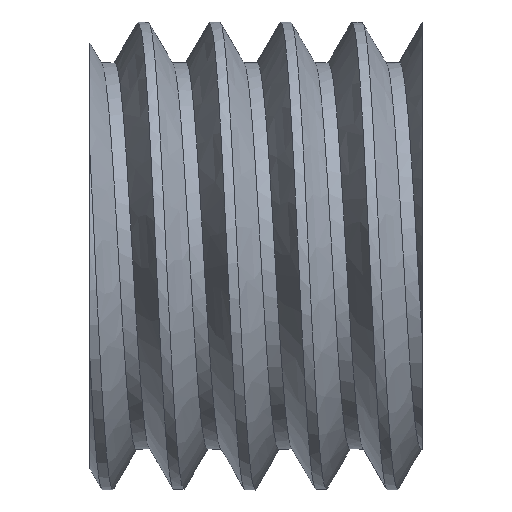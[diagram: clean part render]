
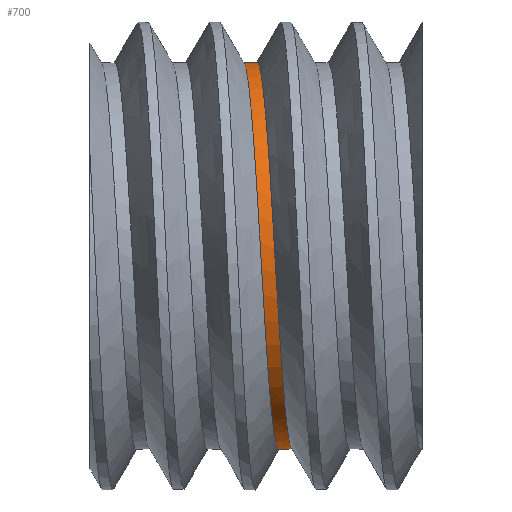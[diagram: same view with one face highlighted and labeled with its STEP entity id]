
A CAD part, top view. The second image highlights one B-rep face of the part: STEP entity #700.
In plain terms, the highlighted cylindrical face has radius 4.071 mm (diameter 8.141 mm), a full revolution.
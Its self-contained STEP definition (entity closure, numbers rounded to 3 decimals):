
#40=FACE_OUTER_BOUND('',#79,.T.);
#79=EDGE_LOOP('',(#496,#497,#498,#499));
#145=B_SPLINE_CURVE_WITH_KNOTS('',3,(#1613,#1614,#1615,#1616,#1617,#1618,
#1619,#1620,#1621,#1622),.UNSPECIFIED.,.F.,.F.,(4,1,1,1,1,1,1,4),(21.991,
22.404,23.385,24.366,25.347,26.328,
27.309,28.274),.UNSPECIFIED.);
#146=B_SPLINE_CURVE_WITH_KNOTS('',3,(#1623,#1624,#1625,#1626,#1627,#1628,
#1629,#1630,#1631,#1632,#1633),.UNSPECIFIED.,.F.,.F.,(4,1,1,1,1,1,1,1,4),
(21.991,22.042,23.023,24.004,24.985,
25.966,26.947,27.927,28.274),
 .UNSPECIFIED.);
#201=LINE('',#1587,#230);
#202=LINE('',#1612,#231);
#230=VECTOR('',#842,4.071);
#231=VECTOR('',#845,4.071);
#283=VERTEX_POINT('',#1585);
#284=VERTEX_POINT('',#1586);
#285=VERTEX_POINT('',#1610);
#286=VERTEX_POINT('',#1611);
#369=EDGE_CURVE('',#283,#284,#201,.T.);
#372=EDGE_CURVE('',#285,#286,#202,.T.);
#373=EDGE_CURVE('',#285,#283,#145,.T.);
#374=EDGE_CURVE('',#286,#284,#146,.T.);
#496=ORIENTED_EDGE('',*,*,#372,.F.);
#497=ORIENTED_EDGE('',*,*,#373,.T.);
#498=ORIENTED_EDGE('',*,*,#369,.T.);
#499=ORIENTED_EDGE('',*,*,#374,.F.);
#667=CYLINDRICAL_SURFACE('',#758,4.071);
#700=ADVANCED_FACE('',(#40),#667,.T.);
#758=AXIS2_PLACEMENT_3D('',#1609,#843,#844);
#842=DIRECTION('',(1.,0.,0.));
#843=DIRECTION('center_axis',(1.,0.,0.));
#844=DIRECTION('ref_axis',(0.,1.,0.));
#845=DIRECTION('',(1.,0.,0.));
#1585=CARTESIAN_POINT('',(3.977,-4.077,0.));
#1586=CARTESIAN_POINT('',(4.273,-4.066,0.003));
#1587=CARTESIAN_POINT('',(-2.773,-4.071,0.));
#1609=CARTESIAN_POINT('Origin',(-2.773,0.,0.));
#1610=CARTESIAN_POINT('',(2.477,-4.065,-0.002));
#1611=CARTESIAN_POINT('',(2.773,-4.076,-0.001));
#1612=CARTESIAN_POINT('',(-2.773,-4.071,0.));
#1613=CARTESIAN_POINT('Ctrl Pts',(2.477,-4.065,-0.002));
#1614=CARTESIAN_POINT('Ctrl Pts',(2.51,-4.067,-0.564));
#1615=CARTESIAN_POINT('Ctrl Pts',(2.621,-3.699,-2.459));
#1616=CARTESIAN_POINT('Ctrl Pts',(2.81,-0.841,-4.71));
#1617=CARTESIAN_POINT('Ctrl Pts',(3.044,3.446,-3.319));
#1618=CARTESIAN_POINT('Ctrl Pts',(3.278,4.675,1.017));
#1619=CARTESIAN_POINT('Ctrl Pts',(3.513,1.755,4.451));
#1620=CARTESIAN_POINT('Ctrl Pts',(3.745,-2.699,3.937));
#1621=CARTESIAN_POINT('Ctrl Pts',(3.9,-4.075,1.304));
#1622=CARTESIAN_POINT('Ctrl Pts',(3.977,-4.077,0.));
#1623=CARTESIAN_POINT('Ctrl Pts',(2.773,-4.076,-0.001));
#1624=CARTESIAN_POINT('Ctrl Pts',(2.777,-4.077,-0.07));
#1625=CARTESIAN_POINT('Ctrl Pts',(2.859,-4.044,-1.464));
#1626=CARTESIAN_POINT('Ctrl Pts',(3.019,-2.455,-4.106));
#1627=CARTESIAN_POINT('Ctrl Pts',(3.253,2.046,-4.325));
#1628=CARTESIAN_POINT('Ctrl Pts',(3.487,4.732,-0.705));
#1629=CARTESIAN_POINT('Ctrl Pts',(3.722,3.218,3.54));
#1630=CARTESIAN_POINT('Ctrl Pts',(3.956,-1.151,4.644));
#1631=CARTESIAN_POINT('Ctrl Pts',(4.14,-3.778,2.277));
#1632=CARTESIAN_POINT('Ctrl Pts',(4.245,-4.069,0.474));
#1633=CARTESIAN_POINT('Ctrl Pts',(4.273,-4.066,0.003));
